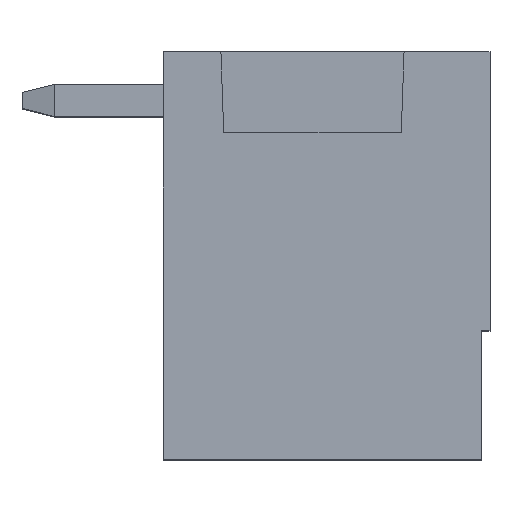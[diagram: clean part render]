
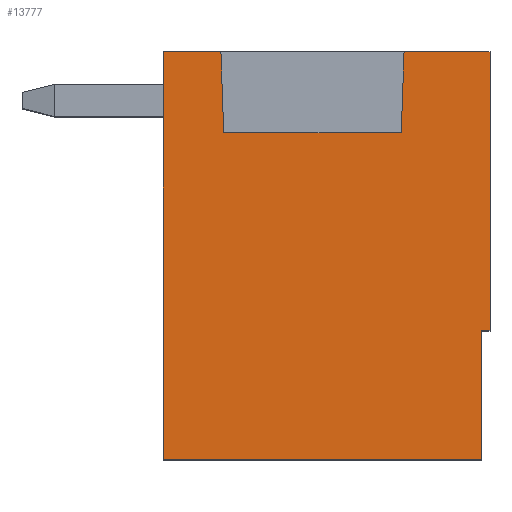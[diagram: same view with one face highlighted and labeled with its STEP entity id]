
A CAD part, top view. The second image highlights one B-rep face of the part: STEP entity #13777.
In plain terms, the highlighted planar face has unit normal (0, 0, 1).
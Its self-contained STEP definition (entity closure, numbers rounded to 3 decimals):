
#4461=DIRECTION('',(0.,-1.,0.));
#4462=VECTOR('',#4461,10.1);
#4463=CARTESIAN_POINT('',(-3.9,10.1,10.95));
#4464=LINE('',#4463,#4462);
#4468=DIRECTION('',(-1.,0.,0.));
#4469=VECTOR('',#4468,1.43);
#4470=CARTESIAN_POINT('',(-2.47,10.1,10.95));
#4471=LINE('',#4470,#4469);
#4475=DIRECTION('',(-0.035,0.999,0.));
#4476=VECTOR('',#4475,2.001);
#4477=CARTESIAN_POINT('',(-2.4,8.1,10.95));
#4478=LINE('',#4477,#4476);
#4482=DIRECTION('',(-1.,0.,0.));
#4483=VECTOR('',#4482,4.4);
#4484=CARTESIAN_POINT('',(2.,8.1,10.95));
#4485=LINE('',#4484,#4483);
#4489=DIRECTION('',(0.035,0.999,0.));
#4490=VECTOR('',#4489,2.001);
#4491=CARTESIAN_POINT('',(2.,8.1,10.95));
#4492=LINE('',#4491,#4490);
#4496=DIRECTION('',(-1.,0.,0.));
#4497=VECTOR('',#4496,2.13);
#4498=CARTESIAN_POINT('',(4.2,10.1,10.95));
#4499=LINE('',#4498,#4497);
#4503=DIRECTION('',(0.,1.,0.));
#4504=VECTOR('',#4503,6.9);
#4505=CARTESIAN_POINT('',(4.2,3.2,10.95));
#4506=LINE('',#4505,#4504);
#4510=DIRECTION('',(1.,0.,0.));
#4511=VECTOR('',#4510,0.2);
#4512=CARTESIAN_POINT('',(4.,3.2,10.95));
#4513=LINE('',#4512,#4511);
#4517=DIRECTION('',(0.,1.,0.));
#4518=VECTOR('',#4517,3.2);
#4519=CARTESIAN_POINT('',(4.,0.,10.95));
#4520=LINE('',#4519,#4518);
#4524=DIRECTION('',(1.,0.,0.));
#4525=VECTOR('',#4524,7.9);
#4526=CARTESIAN_POINT('',(-3.9,0.,10.95));
#4527=LINE('',#4526,#4525);
#7507=CARTESIAN_POINT('',(-3.9,10.1,10.95));
#7508=CARTESIAN_POINT('',(-3.9,0.,10.95));
#7509=VERTEX_POINT('',#7507);
#7510=VERTEX_POINT('',#7508);
#7511=CARTESIAN_POINT('',(4.,0.,10.95));
#7512=VERTEX_POINT('',#7511);
#7513=CARTESIAN_POINT('',(4.,3.2,10.95));
#7514=VERTEX_POINT('',#7513);
#7515=CARTESIAN_POINT('',(4.2,3.2,10.95));
#7516=VERTEX_POINT('',#7515);
#7517=CARTESIAN_POINT('',(4.2,10.1,10.95));
#7518=VERTEX_POINT('',#7517);
#7519=CARTESIAN_POINT('',(2.07,10.1,10.95));
#7520=VERTEX_POINT('',#7519);
#7521=CARTESIAN_POINT('',(-2.47,10.1,10.95));
#7522=VERTEX_POINT('',#7521);
#7523=CARTESIAN_POINT('',(2.,8.1,10.95));
#7524=CARTESIAN_POINT('',(-2.4,8.1,10.95));
#7525=VERTEX_POINT('',#7523);
#7526=VERTEX_POINT('',#7524);
#13757=CARTESIAN_POINT('',(-8.3,14.729,10.95));
#13758=DIRECTION('',(0.,0.,1.));
#13759=DIRECTION('',(0.,-1.,0.));
#13760=AXIS2_PLACEMENT_3D('',#13757,#13758,#13759);
#13761=PLANE('',#13760);
#13762=ORIENTED_EDGE('',*,*,#8554,.F.);
#13763=ORIENTED_EDGE('',*,*,#8636,.F.);
#13765=ORIENTED_EDGE('',*,*,#13764,.F.);
#13767=ORIENTED_EDGE('',*,*,#13766,.F.);
#13769=ORIENTED_EDGE('',*,*,#13768,.T.);
#13770=ORIENTED_EDGE('',*,*,#8628,.F.);
#13771=ORIENTED_EDGE('',*,*,#9189,.F.);
#13772=ORIENTED_EDGE('',*,*,#9216,.F.);
#13773=ORIENTED_EDGE('',*,*,#9243,.F.);
#13774=ORIENTED_EDGE('',*,*,#9269,.F.);
#13775=EDGE_LOOP('',(#13762,#13763,#13765,#13767,#13769,#13770,#13771,#13772,
#13773,#13774));
#13776=FACE_OUTER_BOUND('',#13775,.F.);
#13777=ADVANCED_FACE('',(#13776),#13761,.T.);
#8554=EDGE_CURVE('',#7509,#7510,#4464,.T.);
#8628=EDGE_CURVE('',#7518,#7520,#4499,.T.);
#8636=EDGE_CURVE('',#7522,#7509,#4471,.T.);
#9189=EDGE_CURVE('',#7516,#7518,#4506,.T.);
#9216=EDGE_CURVE('',#7514,#7516,#4513,.T.);
#9243=EDGE_CURVE('',#7512,#7514,#4520,.T.);
#9269=EDGE_CURVE('',#7510,#7512,#4527,.T.);
#13764=EDGE_CURVE('',#7526,#7522,#4478,.T.);
#13766=EDGE_CURVE('',#7525,#7526,#4485,.T.);
#13768=EDGE_CURVE('',#7525,#7520,#4492,.T.);
